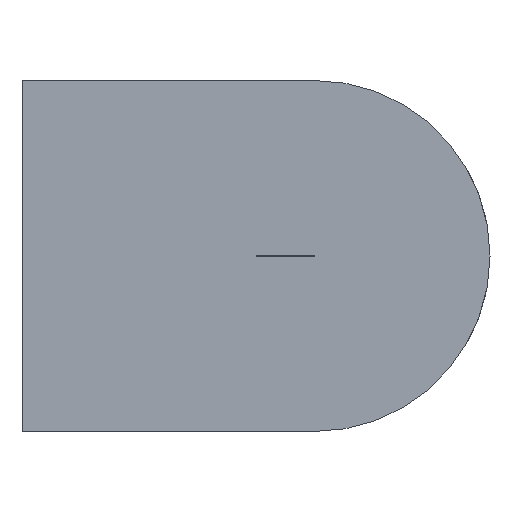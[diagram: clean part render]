
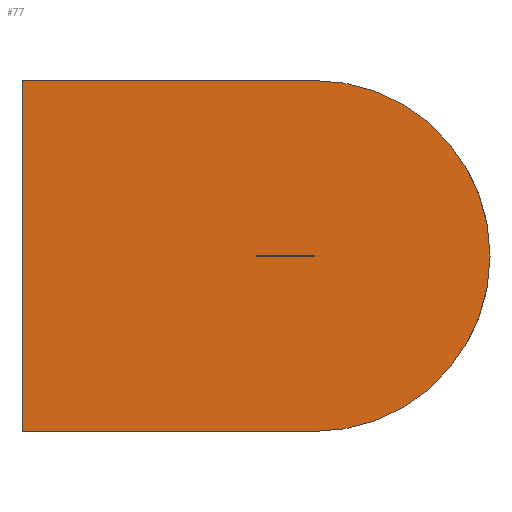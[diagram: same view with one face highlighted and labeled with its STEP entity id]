
A CAD part, front view. The second image highlights one B-rep face of the part: STEP entity #77.
In plain terms, the highlighted planar face has unit normal (0, -1, 0).
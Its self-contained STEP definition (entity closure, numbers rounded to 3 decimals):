
#34=FACE_BOUND('',#95,.T.);
#35=FACE_BOUND('',#96,.T.);
#37=PLANE('',#178);
#44=LINE('',#234,#59);
#45=LINE('',#235,#60);
#46=LINE('',#237,#61);
#47=LINE('',#239,#62);
#48=LINE('',#242,#63);
#49=LINE('',#244,#64);
#50=LINE('',#246,#65);
#59=VECTOR('',#194,1.);
#60=VECTOR('',#195,1.);
#61=VECTOR('',#198,1.);
#62=VECTOR('',#201,1.);
#63=VECTOR('',#202,1.);
#64=VECTOR('',#203,1.);
#65=VECTOR('',#204,1.);
#77=ADVANCED_FACE('',(#34,#35),#37,.F.);
#95=EDGE_LOOP('',(#110,#111,#112,#113));
#96=EDGE_LOOP('',(#114,#115,#116,#117));
#110=ORIENTED_EDGE('',*,*,#156,.F.);
#111=ORIENTED_EDGE('',*,*,#157,.T.);
#112=ORIENTED_EDGE('',*,*,#158,.T.);
#113=ORIENTED_EDGE('',*,*,#159,.F.);
#114=ORIENTED_EDGE('',*,*,#151,.F.);
#115=ORIENTED_EDGE('',*,*,#153,.F.);
#116=ORIENTED_EDGE('',*,*,#155,.F.);
#117=ORIENTED_EDGE('',*,*,#154,.F.);
#138=VERTEX_POINT('',#227);
#139=VERTEX_POINT('',#228);
#140=VERTEX_POINT('',#232);
#141=VERTEX_POINT('',#233);
#142=VERTEX_POINT('',#240);
#143=VERTEX_POINT('',#241);
#144=VERTEX_POINT('',#243);
#145=VERTEX_POINT('',#245);
#151=EDGE_CURVE('',#139,#138,#169,.T.);
#153=EDGE_CURVE('',#141,#139,#44,.T.);
#154=EDGE_CURVE('',#138,#140,#45,.T.);
#155=EDGE_CURVE('',#140,#141,#46,.T.);
#156=EDGE_CURVE('',#142,#143,#47,.T.);
#157=EDGE_CURVE('',#142,#144,#48,.T.);
#158=EDGE_CURVE('',#144,#145,#49,.T.);
#159=EDGE_CURVE('',#143,#145,#50,.T.);
#169=CIRCLE('',#173,450.);
#173=AXIS2_PLACEMENT_3D('',#229,#188,#189);
#178=AXIS2_PLACEMENT_3D('',#247,#205,#206);
#188=DIRECTION('',(0.,1.,0.));
#189=DIRECTION('',(1.,0.,0.));
#194=DIRECTION('',(1.,0.,0.));
#195=DIRECTION('',(-1.,0.,0.));
#198=DIRECTION('',(0.,0.,1.));
#201=DIRECTION('',(0.,0.,-1.));
#202=DIRECTION('',(1.,0.,0.));
#203=DIRECTION('',(0.,0.,-1.));
#204=DIRECTION('',(1.,0.,0.));
#205=DIRECTION('',(0.,1.,0.));
#206=DIRECTION('',(0.,0.,1.));
#227=CARTESIAN_POINT('',(0.,0.,-450.));
#228=CARTESIAN_POINT('',(0.,0.,450.));
#229=CARTESIAN_POINT('',(0.,0.,0.));
#232=CARTESIAN_POINT('',(-750.,0.,-450.));
#233=CARTESIAN_POINT('',(-750.,0.,450.));
#234=CARTESIAN_POINT('',(0.,0.,450.));
#235=CARTESIAN_POINT('',(0.,0.,-450.));
#237=CARTESIAN_POINT('',(-750.,0.,-450.));
#239=CARTESIAN_POINT('',(-150.,0.,1.5));
#240=CARTESIAN_POINT('',(-150.,0.,1.5));
#241=CARTESIAN_POINT('',(-150.,0.,-1.5));
#242=CARTESIAN_POINT('',(-150.,0.,1.5));
#243=CARTESIAN_POINT('',(0.,0.,1.5));
#244=CARTESIAN_POINT('',(0.,0.,1.5));
#245=CARTESIAN_POINT('',(0.,0.,-1.5));
#246=CARTESIAN_POINT('',(-150.,0.,-1.5));
#247=CARTESIAN_POINT('',(0.,0.,0.));
